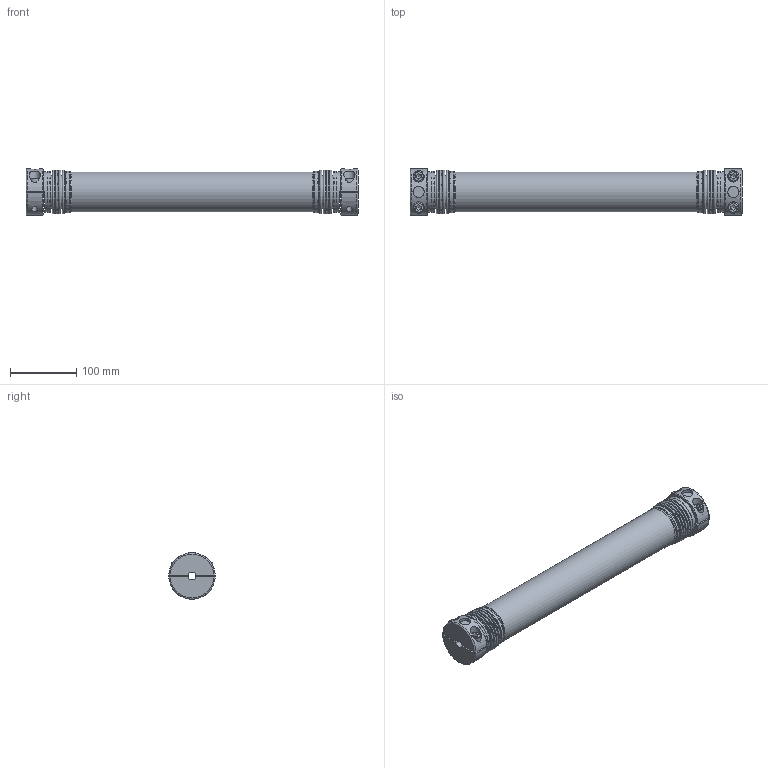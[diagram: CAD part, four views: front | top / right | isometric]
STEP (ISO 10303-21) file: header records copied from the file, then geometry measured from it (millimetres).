
FILE_DESCRIPTION( ( 'Unknown' ), '1' );
FILE_NAME( 'WD-HD 100 - L=0,5m.stp', 'Unknown', ( 'Unknown' ), ( 'Unknown' ), 'PSStep 10.1', 'Unknown', ' ' );
FILE_SCHEMA( ( 'AUTOMOTIVE_DESIGN { 1 0 10303 214 1 1 1 1 }' ) );
Length unit declared in the file: millimetre
Products named in the file (1): WD-HD 100 - L=0,5m
Bounding box: 500 x 69.96 x 70 mm (x, y, z)
Volume: 563134.4 mm3; surface area: 264016.7 mm2
Topology: 1 solids, 7 shells, 253 faces, 518 edges, 340 vertices
Faces by surface type: plane 139, torus 53, cylinder 51, cone 10
Full cylindrical faces by diameter (mm): 8.5 x4, 10 x4, 10.4 x4, 16 x4, 17 x6, 30 x2, 35 x2, 41.455 x1, 46 x2, 54.006 x1, 60 x1, 61.3 x8, 62.3 x4
Entity records: 8870 total; most frequent: CARTESIAN_POINT 1940, DIRECTION 1074, ORIENTED_EDGE 758, AXIS2_PLACEMENT_3D 467, EDGE_LOOP 430, EDGE_CURVE 379, FACE_OUTER_BOUND 341, VERTEX_POINT 303
